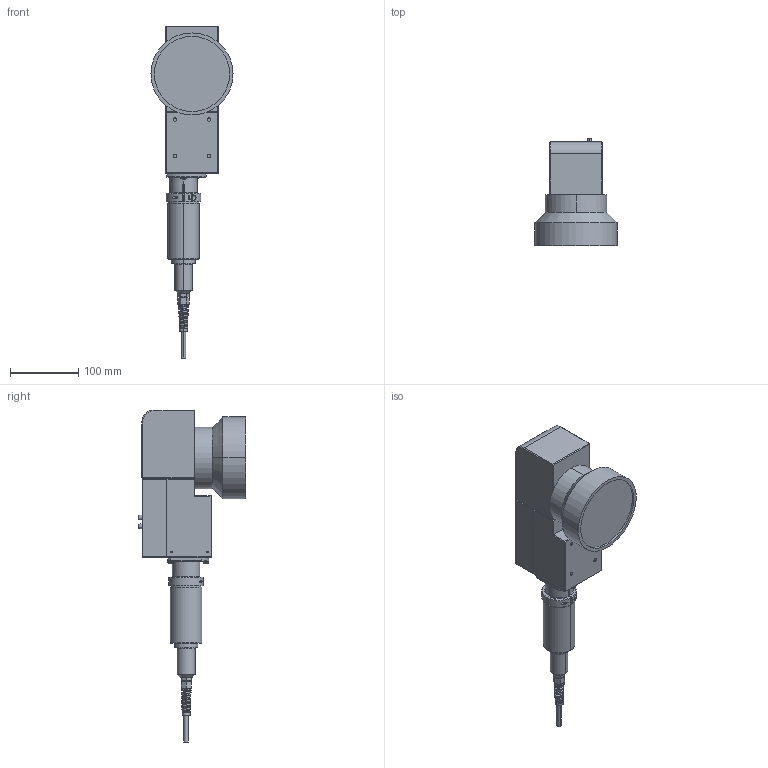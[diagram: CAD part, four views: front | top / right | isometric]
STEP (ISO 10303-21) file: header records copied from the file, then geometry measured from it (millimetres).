
FILE_DESCRIPTION (( 'STEP AP214' ), '1' );
FILE_NAME ('IPG_254.STEP', '2014-03-26T19:55:07', ( 'USER-PC' ), ( '' ), 'SwSTEP 2.0', 'SolidWorks 2014', '' );
FILE_SCHEMA (( 'AUTOMOTIVE_DESIGN' ));
Length unit declared in the file: inch
Products named in the file (1): IPG_254
Bounding box: 119.8 x 156.93 x 484.98 mm (x, y, z)
Surface area: 174585.2 mm2 (no closed solid volume)
Topology: 0 solids, 44 shells, 765 faces, 2193 edges, 1463 vertices
Faces by surface type: cylinder 372, plane 228, cone 136, bspline 11, torus 10, sphere 8
Entity records: 40645 total; most frequent: CARTESIAN_POINT 11406, DIRECTION 4051, ORIENTED_EDGE 3713, EDGE_CURVE 2191, AXIS2_PLACEMENT_3D 1519, VERTEX_POINT 1463, LINE 1013, VECTOR 1013
